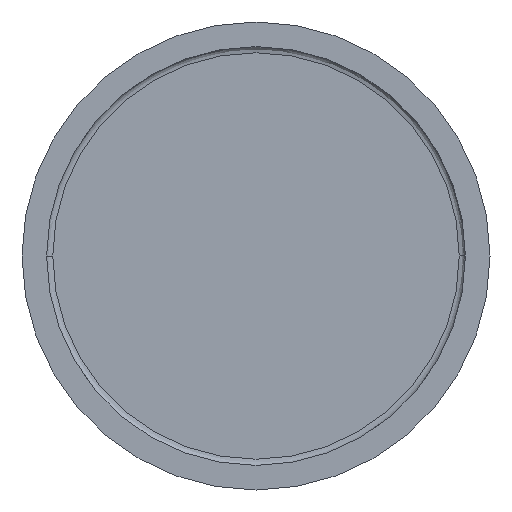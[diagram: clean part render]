
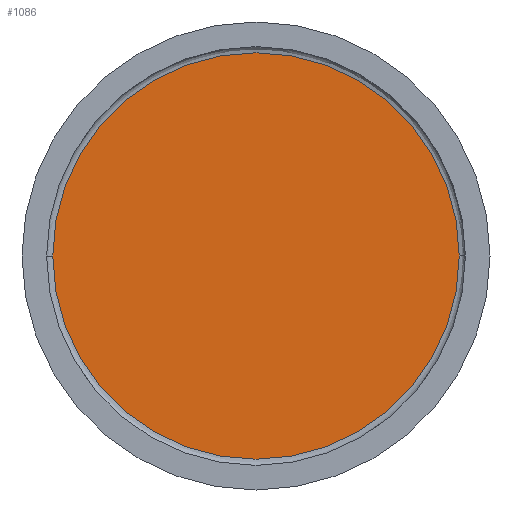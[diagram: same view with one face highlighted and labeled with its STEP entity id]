
A CAD part, front view. The second image highlights one B-rep face of the part: STEP entity #1086.
In plain terms, the highlighted planar face has unit normal (0, -1, 0).
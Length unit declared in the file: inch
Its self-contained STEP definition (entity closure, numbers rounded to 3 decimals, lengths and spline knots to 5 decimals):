
#958=CARTESIAN_POINT('',(-1.03125,-1.21875,0.));
#959=VERTEX_POINT('',#958);
#967=CARTESIAN_POINT('',(1.03125,-1.21875,0.));
#968=VERTEX_POINT('',#967);
#969=CARTESIAN_POINT('',(0.0,-1.21875,0.0));
#970=DIRECTION('',(0.0,1.0,0.0));
#971=DIRECTION('',(1.0,0.0,0.0));
#972=AXIS2_PLACEMENT_3D('',#969,#970,#971);
#973=CIRCLE('',#972,1.03125);
#974=EDGE_CURVE('',#959,#968,#973,.T.);
#1067=CARTESIAN_POINT('',(0.0,-1.21875,0.0));
#1068=DIRECTION('',(0.0,1.0,0.0));
#1069=DIRECTION('',(1.0,0.0,0.0));
#1070=AXIS2_PLACEMENT_3D('',#1067,#1068,#1069);
#1071=CIRCLE('',#1070,1.03125);
#1072=EDGE_CURVE('',#968,#959,#1071,.T.);
#1077=CARTESIAN_POINT('',(1.13437,-1.21875,1.13437));
#1078=DIRECTION('',(0.0,-1.0,0.0));
#1079=DIRECTION('',(0.0,0.0,-1.0));
#1080=AXIS2_PLACEMENT_3D('',#1077,#1078,#1079);
#1081=PLANE('',#1080);
#1082=ORIENTED_EDGE('',*,*,#974,.F.);
#1083=ORIENTED_EDGE('',*,*,#1072,.F.);
#1084=EDGE_LOOP('',(#1082,#1083));
#1085=FACE_OUTER_BOUND('',#1084,.T.);
#1086=ADVANCED_FACE('',(#1085),#1081,.T.);
